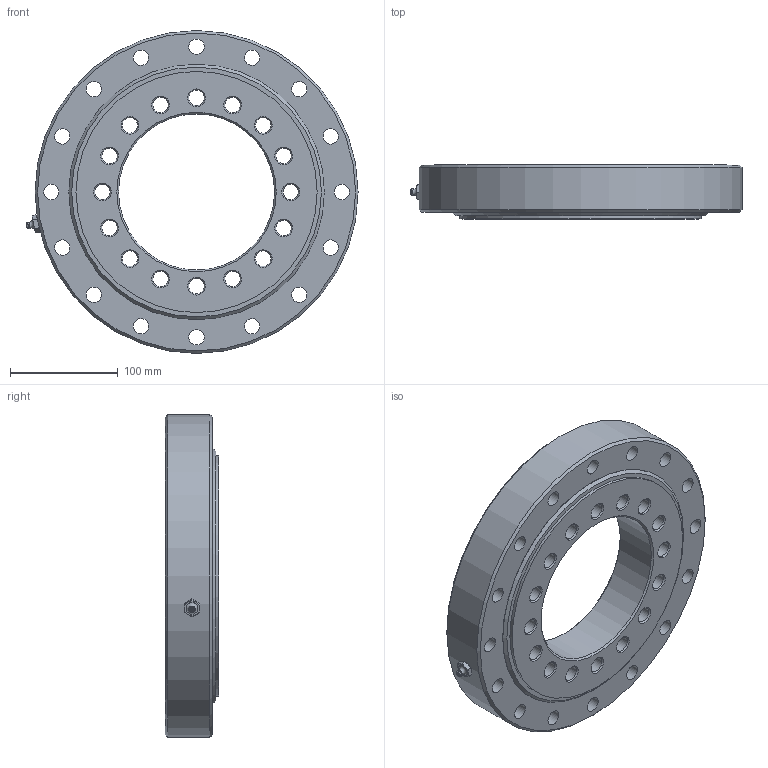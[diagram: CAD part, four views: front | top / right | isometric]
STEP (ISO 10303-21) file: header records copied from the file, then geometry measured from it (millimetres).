
FILE_DESCRIPTION(/* description */ (''),/* implementation_level */ '2;1');
FILE_NAME(/* name */ '30P.0233.19.003.stp',/* time_stamp */ '2016-07-15T16:00:51-04:00',/* author */ ('Cole Harvey'),/* organization */ (''),/* preprocessor_version */ 'ST-DEVELOPER v16.1',/* originating_system */ 'Autodesk Inventor 2016',/* authorisation */ '');
FILE_SCHEMA (('AUTOMOTIVE_DESIGN { 1 0 10303 214 3 1 1 }'));
Length unit declared in the file: inch
Products named in the file (3): 30P.0223.19.003; HGF_11; 30P.0233.19.003
Assembly tree (2 placements, depth 2):
  30P.0233.19.003
    30P.0223.19.003
    HGF_11
Bounding box: 308.46 x 50.04 x 300 mm (x, y, z)
Volume: 2093911 mm3; surface area: 378193.6 mm2
Topology: 6 solids, 6 shells, 199 faces, 460 edges, 279 vertices
Faces by surface type: cone 52, cylinder 46, torus 43, sphere 34, plane 23, bspline 1
Full cylindrical faces by diameter (mm): 1.587 x1, 2.778 x1, 14.275 x32, 145.009 x1, 216.065 x1, 216.09 x1, 218.948 x1, 220.98 x2, 224.028 x2, 226.06 x1, 228.917 x1, 228.943 x1, 299.999 x1
Entity records: 8757 total; most frequent: CARTESIAN_POINT 4927, DIRECTION 740, ORIENTED_EDGE 512, EDGE_LOOP 447, AXIS2_PLACEMENT_3D 364, EDGE_CURVE 256, FACE_BOUND 249, VERTEX_POINT 243
